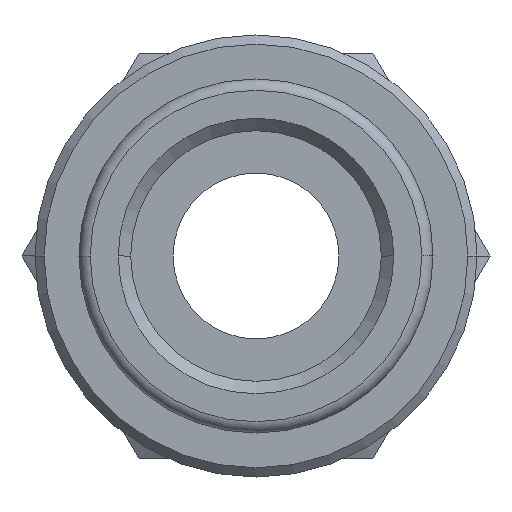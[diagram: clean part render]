
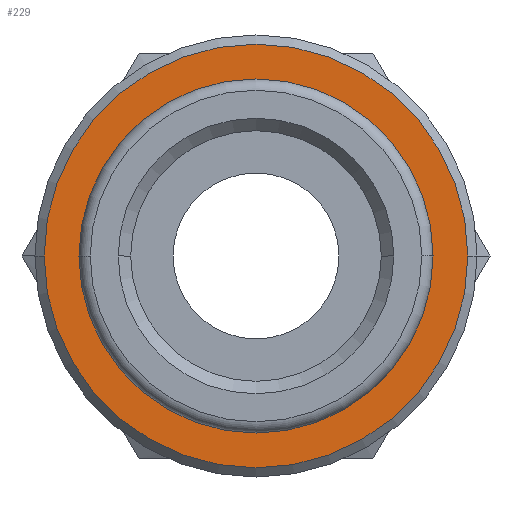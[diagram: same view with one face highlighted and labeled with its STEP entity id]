
A CAD part, front view. The second image highlights one B-rep face of the part: STEP entity #229.
In plain terms, the highlighted planar face has unit normal (0, -1, 0).
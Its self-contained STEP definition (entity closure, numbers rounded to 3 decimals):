
#229=ADVANCED_FACE('',(#461,#462),#463,.T.);
#461=FACE_BOUND('',#688,.T.);
#462=FACE_OUTER_BOUND('',#689,.T.);
#463=PLANE('',#690);
#688=EDGE_LOOP('',(#1245,#1246));
#689=EDGE_LOOP('',(#1247,#1248));
#690=AXIS2_PLACEMENT_3D('',#1249,#1250,#1251);
#1245=ORIENTED_EDGE('',*,*,#1283,.T.);
#1246=ORIENTED_EDGE('',*,*,#1297,.T.);
#1247=ORIENTED_EDGE('',*,*,#1395,.F.);
#1248=ORIENTED_EDGE('',*,*,#1367,.F.);
#1249=CARTESIAN_POINT('',(5.75,3.6,0.0));
#1250=DIRECTION('',(0.,-1.0,0.0));
#1251=DIRECTION('',(-1.0,0.,0.0));
#1283=EDGE_CURVE('',#1505,#1503,#1506,.T.);
#1297=EDGE_CURVE('',#1503,#1505,#1527,.T.);
#1367=EDGE_CURVE('',#1636,#1631,#1638,.T.);
#1395=EDGE_CURVE('',#1631,#1636,#1681,.T.);
#1503=VERTEX_POINT('',#1814);
#1505=VERTEX_POINT('',#1817);
#1506=CIRCLE('',#1818,9.0);
#1527=CIRCLE('',#1864,9.0);
#1631=VERTEX_POINT('',#2086);
#1636=VERTEX_POINT('',#2092);
#1638=CIRCLE('',#2095,11.5);
#1681=CIRCLE('',#2202,11.5);
#1814=CARTESIAN_POINT('',(9.0,3.6,0.));
#1817=CARTESIAN_POINT('',(-9.0,3.6,0.));
#1818=AXIS2_PLACEMENT_3D('',#2409,#2410,#2411);
#1864=AXIS2_PLACEMENT_3D('',#2430,#2431,#2432);
#2086=CARTESIAN_POINT('',(11.5,3.6,0.0));
#2092=CARTESIAN_POINT('',(-11.5,3.6,0.));
#2095=AXIS2_PLACEMENT_3D('',#2523,#2524,#2525);
#2202=AXIS2_PLACEMENT_3D('',#2553,#2554,#2555);
#2409=CARTESIAN_POINT('',(0.0,3.6,0.0));
#2410=DIRECTION('',(0.,1.0,0.0));
#2411=DIRECTION('',(1.0,0.,0.0));
#2430=CARTESIAN_POINT('',(0.0,3.6,0.0));
#2431=DIRECTION('',(0.,1.0,0.0));
#2432=DIRECTION('',(1.0,0.,0.0));
#2523=CARTESIAN_POINT('',(0.0,3.6,0.0));
#2524=DIRECTION('',(-0.0,1.0,0.0));
#2525=DIRECTION('',(1.0,0.0,0.0));
#2553=CARTESIAN_POINT('',(0.0,3.6,0.0));
#2554=DIRECTION('',(-0.0,1.0,0.0));
#2555=DIRECTION('',(1.0,0.0,0.0));
